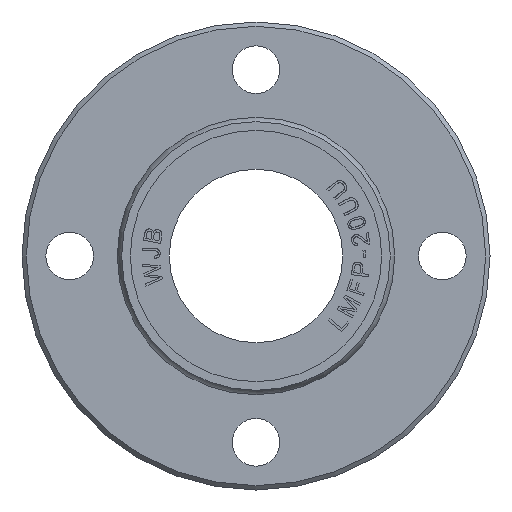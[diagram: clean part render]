
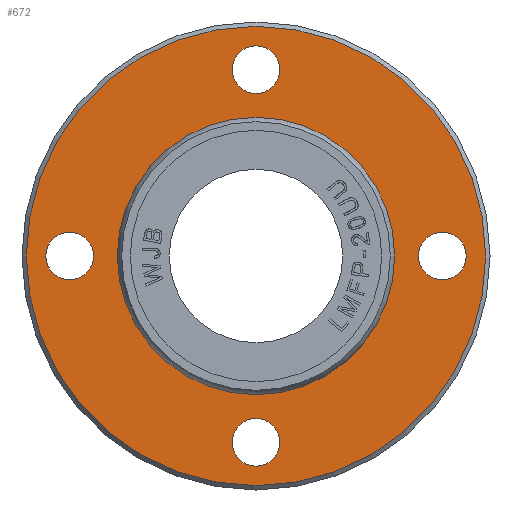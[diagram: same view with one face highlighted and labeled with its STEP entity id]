
A CAD part, left-side view. The second image highlights one B-rep face of the part: STEP entity #672.
In plain terms, the highlighted planar face has unit normal (-1, 0, 0).
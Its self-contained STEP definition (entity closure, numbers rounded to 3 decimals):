
#453=PLANE('',#6293);
#672=ADVANCED_FACE('',(#1106,#1107,#1108,#1109,#1110,#1111),#453,.T.);
#1106=FACE_BOUND('',#1231,.T.);
#1107=FACE_BOUND('',#1232,.T.);
#1108=FACE_BOUND('',#1233,.T.);
#1109=FACE_BOUND('',#1234,.T.);
#1110=FACE_BOUND('',#1235,.T.);
#1111=FACE_BOUND('',#1236,.T.);
#1231=EDGE_LOOP('',(#2365));
#1232=EDGE_LOOP('',(#2366));
#1233=EDGE_LOOP('',(#2367));
#1234=EDGE_LOOP('',(#2368));
#1235=EDGE_LOOP('',(#2369));
#1236=EDGE_LOOP('',(#2370));
#2062=CIRCLE('',#6284,26.5);
#2064=CIRCLE('',#6288,15.773);
#2065=CIRCLE('',#6289,2.75);
#2066=CIRCLE('',#6290,2.75);
#2067=CIRCLE('',#6291,2.75);
#2068=CIRCLE('',#6292,2.75);
#2365=ORIENTED_EDGE('',*,*,#4648,.F.);
#2366=ORIENTED_EDGE('',*,*,#4650,.F.);
#2367=ORIENTED_EDGE('',*,*,#4651,.T.);
#2368=ORIENTED_EDGE('',*,*,#4652,.T.);
#2369=ORIENTED_EDGE('',*,*,#4653,.T.);
#2370=ORIENTED_EDGE('',*,*,#4654,.T.);
#4068=VERTEX_POINT('',#9335);
#4070=VERTEX_POINT('',#9341);
#4071=VERTEX_POINT('',#9343);
#4072=VERTEX_POINT('',#9345);
#4073=VERTEX_POINT('',#9347);
#4074=VERTEX_POINT('',#9349);
#4648=EDGE_CURVE('',#4068,#4068,#2062,.T.);
#4650=EDGE_CURVE('',#4070,#4070,#2064,.T.);
#4651=EDGE_CURVE('',#4071,#4071,#2065,.T.);
#4652=EDGE_CURVE('',#4072,#4072,#2066,.T.);
#4653=EDGE_CURVE('',#4073,#4073,#2067,.T.);
#4654=EDGE_CURVE('',#4074,#4074,#2068,.T.);
#6284=AXIS2_PLACEMENT_3D('',#9334,#6805,#6806);
#6288=AXIS2_PLACEMENT_3D('',#9340,#6813,#6814);
#6289=AXIS2_PLACEMENT_3D('',#9342,#6815,#6816);
#6290=AXIS2_PLACEMENT_3D('',#9344,#6817,#6818);
#6291=AXIS2_PLACEMENT_3D('',#9346,#6819,#6820);
#6292=AXIS2_PLACEMENT_3D('',#9348,#6821,#6822);
#6293=AXIS2_PLACEMENT_3D('',#9350,#6823,#6824);
#6805=DIRECTION('',(1.,0.,0.));
#6806=DIRECTION('',(0.,0.,-1.));
#6813=DIRECTION('',(-1.,0.,0.));
#6814=DIRECTION('',(0.,0.,1.));
#6815=DIRECTION('',(1.,0.,0.));
#6816=DIRECTION('',(0.,1.,0.));
#6817=DIRECTION('',(1.,0.,0.));
#6818=DIRECTION('',(0.,1.,0.));
#6819=DIRECTION('',(1.,0.,0.));
#6820=DIRECTION('',(0.,1.,0.));
#6821=DIRECTION('',(1.,0.,0.));
#6822=DIRECTION('',(0.,1.,0.));
#6823=DIRECTION('',(-1.,0.,0.));
#6824=DIRECTION('',(0.,0.,1.));
#9334=CARTESIAN_POINT('',(8.,0.,0.));
#9335=CARTESIAN_POINT('',(8.,0.,26.5));
#9340=CARTESIAN_POINT('',(8.,0.,0.));
#9341=CARTESIAN_POINT('',(8.,0.,15.773));
#9342=CARTESIAN_POINT('',(8.,21.5,0.));
#9343=CARTESIAN_POINT('',(8.,18.75,0.));
#9344=CARTESIAN_POINT('',(8.,-21.5,0.));
#9345=CARTESIAN_POINT('',(8.,-24.25,0.));
#9346=CARTESIAN_POINT('',(8.,0.,21.5));
#9347=CARTESIAN_POINT('',(8.,-2.75,21.5));
#9348=CARTESIAN_POINT('',(8.,0.,-21.5));
#9349=CARTESIAN_POINT('',(8.,-2.75,-21.5));
#9350=CARTESIAN_POINT('',(8.,0.,21.387));
